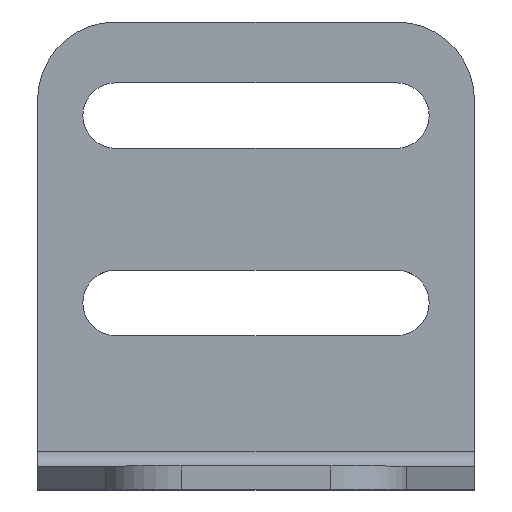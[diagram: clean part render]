
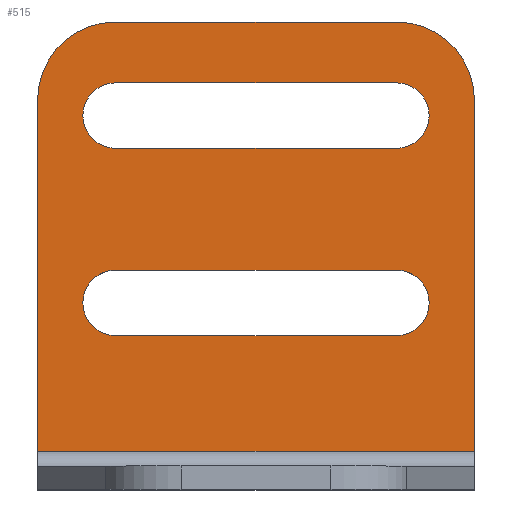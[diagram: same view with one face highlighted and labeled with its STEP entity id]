
A CAD part, top view. The second image highlights one B-rep face of the part: STEP entity #515.
In plain terms, the highlighted planar face has unit normal (0, 0, 1).
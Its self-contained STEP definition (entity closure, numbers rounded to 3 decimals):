
#45=CIRCLE('',#572,2.1);
#46=CIRCLE('',#573,2.1);
#47=CIRCLE('',#574,2.1);
#48=CIRCLE('',#575,2.1);
#49=CIRCLE('',#576,5.);
#50=CIRCLE('',#577,5.);
#113=ORIENTED_EDGE('',*,*,#246,.T.);
#114=ORIENTED_EDGE('',*,*,#247,.T.);
#115=ORIENTED_EDGE('',*,*,#248,.T.);
#116=ORIENTED_EDGE('',*,*,#249,.T.);
#117=ORIENTED_EDGE('',*,*,#250,.T.);
#118=ORIENTED_EDGE('',*,*,#251,.T.);
#119=ORIENTED_EDGE('',*,*,#252,.T.);
#120=ORIENTED_EDGE('',*,*,#253,.T.);
#121=ORIENTED_EDGE('',*,*,#244,.T.);
#122=ORIENTED_EDGE('',*,*,#254,.T.);
#123=ORIENTED_EDGE('',*,*,#227,.T.);
#124=ORIENTED_EDGE('',*,*,#255,.F.);
#125=ORIENTED_EDGE('',*,*,#226,.T.);
#126=ORIENTED_EDGE('',*,*,#256,.T.);
#226=EDGE_CURVE('',#287,#290,#336,.T.);
#227=EDGE_CURVE('',#291,#292,#337,.T.);
#244=EDGE_CURVE('',#306,#305,#348,.T.);
#246=EDGE_CURVE('',#307,#308,#45,.T.);
#247=EDGE_CURVE('',#308,#309,#350,.T.);
#248=EDGE_CURVE('',#309,#310,#46,.T.);
#249=EDGE_CURVE('',#310,#307,#351,.T.);
#250=EDGE_CURVE('',#311,#312,#47,.T.);
#251=EDGE_CURVE('',#312,#313,#352,.T.);
#252=EDGE_CURVE('',#313,#314,#48,.T.);
#253=EDGE_CURVE('',#314,#311,#353,.T.);
#254=EDGE_CURVE('',#305,#291,#49,.T.);
#255=EDGE_CURVE('',#287,#292,#354,.T.);
#256=EDGE_CURVE('',#290,#306,#50,.T.);
#287=VERTEX_POINT('',#802);
#290=VERTEX_POINT('',#810);
#291=VERTEX_POINT('',#814);
#292=VERTEX_POINT('',#815);
#305=VERTEX_POINT('',#846);
#306=VERTEX_POINT('',#848);
#307=VERTEX_POINT('',#852);
#308=VERTEX_POINT('',#853);
#309=VERTEX_POINT('',#855);
#310=VERTEX_POINT('',#857);
#311=VERTEX_POINT('',#860);
#312=VERTEX_POINT('',#861);
#313=VERTEX_POINT('',#863);
#314=VERTEX_POINT('',#865);
#336=LINE('',#811,#386);
#337=LINE('',#813,#387);
#348=LINE('',#847,#398);
#350=LINE('',#854,#400);
#351=LINE('',#858,#401);
#352=LINE('',#862,#402);
#353=LINE('',#866,#403);
#354=LINE('',#868,#404);
#386=VECTOR('',#651,1000.);
#387=VECTOR('',#654,1000.);
#398=VECTOR('',#681,1000.);
#400=VECTOR('',#687,1000.);
#401=VECTOR('',#690,1000.);
#402=VECTOR('',#693,1000.);
#403=VECTOR('',#696,1000.);
#404=VECTOR('',#699,1000.);
#429=EDGE_LOOP('',(#113,#114,#115,#116));
#430=EDGE_LOOP('',(#117,#118,#119,#120));
#431=EDGE_LOOP('',(#121,#122,#123,#124,#125,#126));
#465=FACE_BOUND('',#429,.T.);
#466=FACE_BOUND('',#430,.T.);
#467=FACE_BOUND('',#431,.T.);
#497=PLANE('',#571);
#515=ADVANCED_FACE('',(#465,#466,#467),#497,.T.);
#571=AXIS2_PLACEMENT_3D('',#850,#683,#684);
#572=AXIS2_PLACEMENT_3D('',#851,#685,#686);
#573=AXIS2_PLACEMENT_3D('',#856,#688,#689);
#574=AXIS2_PLACEMENT_3D('',#859,#691,#692);
#575=AXIS2_PLACEMENT_3D('',#864,#694,#695);
#576=AXIS2_PLACEMENT_3D('',#867,#697,#698);
#577=AXIS2_PLACEMENT_3D('',#869,#700,#701);
#651=DIRECTION('',(0.,1.,0.));
#654=DIRECTION('',(0.,-1.,0.));
#681=DIRECTION('',(-1.,0.,0.));
#683=DIRECTION('',(0.,0.,1.));
#684=DIRECTION('',(1.,0.,0.));
#685=DIRECTION('',(0.,0.,-1.));
#686=DIRECTION('',(-1.,0.,0.));
#687=DIRECTION('',(-1.,0.,0.));
#688=DIRECTION('',(0.,0.,-1.));
#689=DIRECTION('',(1.,0.,0.));
#690=DIRECTION('',(1.,0.,0.));
#691=DIRECTION('',(0.,0.,-1.));
#692=DIRECTION('',(1.,0.,0.));
#693=DIRECTION('',(1.,0.,0.));
#694=DIRECTION('',(0.,0.,-1.));
#695=DIRECTION('',(-1.,0.,0.));
#696=DIRECTION('',(-1.,0.,0.));
#697=DIRECTION('',(0.,0.,1.));
#698=DIRECTION('',(1.,0.,0.));
#699=DIRECTION('',(-1.,0.,0.));
#700=DIRECTION('',(0.,0.,1.));
#701=DIRECTION('',(1.,0.,0.));
#802=CARTESIAN_POINT('',(14.,2.5,1.5));
#810=CARTESIAN_POINT('',(14.,25.,1.5));
#811=CARTESIAN_POINT('',(14.,0.,1.5));
#813=CARTESIAN_POINT('',(-14.,32.,1.5));
#814=CARTESIAN_POINT('',(-14.,25.,1.5));
#815=CARTESIAN_POINT('',(-14.,2.5,1.5));
#846=CARTESIAN_POINT('',(-9.,30.,1.5));
#847=CARTESIAN_POINT('',(14.,30.,1.5));
#848=CARTESIAN_POINT('',(9.,30.,1.5));
#850=CARTESIAN_POINT('',(0.,0.,1.5));
#851=CARTESIAN_POINT('',(9.,24.,1.5));
#852=CARTESIAN_POINT('',(9.,26.1,1.5));
#853=CARTESIAN_POINT('',(9.,21.9,1.5));
#854=CARTESIAN_POINT('',(9.,21.9,1.5));
#855=CARTESIAN_POINT('',(-9.,21.9,1.5));
#856=CARTESIAN_POINT('',(-9.,24.,1.5));
#857=CARTESIAN_POINT('',(-9.,26.1,1.5));
#858=CARTESIAN_POINT('',(-9.,26.1,1.5));
#859=CARTESIAN_POINT('',(-9.,12.,1.5));
#860=CARTESIAN_POINT('',(-9.,9.9,1.5));
#861=CARTESIAN_POINT('',(-9.,14.1,1.5));
#862=CARTESIAN_POINT('',(-9.,14.1,1.5));
#863=CARTESIAN_POINT('',(9.,14.1,1.5));
#864=CARTESIAN_POINT('',(9.,12.,1.5));
#865=CARTESIAN_POINT('',(9.,9.9,1.5));
#866=CARTESIAN_POINT('',(9.,9.9,1.5));
#867=CARTESIAN_POINT('',(-9.,25.,1.5));
#868=CARTESIAN_POINT('',(14.,2.5,1.5));
#869=CARTESIAN_POINT('',(9.,25.,1.5));
